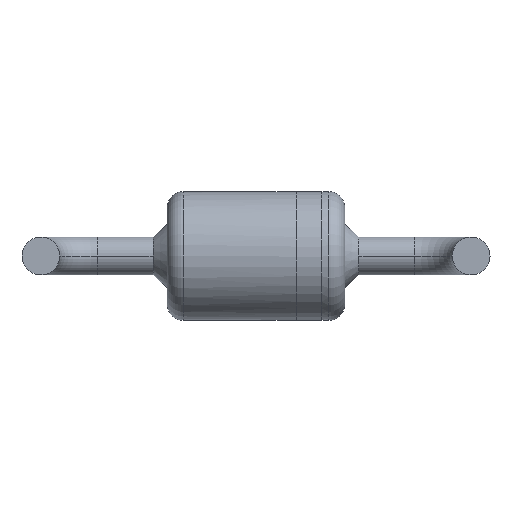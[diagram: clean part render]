
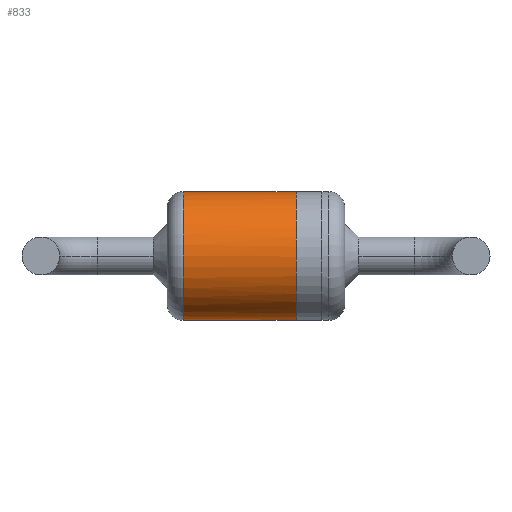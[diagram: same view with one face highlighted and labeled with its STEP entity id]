
A CAD part, front view. The second image highlights one B-rep face of the part: STEP entity #833.
In plain terms, the highlighted cylindrical face has radius 0.95 mm (diameter 1.9 mm), a partial arc.
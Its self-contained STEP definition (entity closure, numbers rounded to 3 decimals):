
#93 = CARTESIAN_POINT ( 'NONE',  ( 3.768, 1.701, 0.95 ) ) ;
#118 = EDGE_CURVE ( 'NONE', #1405, #2630, #2168, .T. ) ;
#175 = CARTESIAN_POINT ( 'NONE',  ( 2.103, 1.95, -0.95 ) ) ;
#322 = CARTESIAN_POINT ( 'NONE',  ( 1.655, 1.95, 0.95 ) ) ;
#378 = AXIS2_PLACEMENT_3D ( 'NONE', #428, #2933, #1663 ) ;
#428 = CARTESIAN_POINT ( 'NONE',  ( 1.655, 1.95, 0. ) ) ;
#494 = EDGE_CURVE ( 'NONE', #1761, #2590, #2593, .T. ) ;
#633 = CARTESIAN_POINT ( 'NONE',  ( 3.768, 1.454, 0.848 ) ) ;
#652 = CIRCLE ( 'NONE', #1037, 0.95 ) ;
#654 = CARTESIAN_POINT ( 'NONE',  ( 3.768, 1.102, 0.496 ) ) ;
#775 = EDGE_CURVE ( 'NONE', #1405, #1761, #2633, .T. ) ;
#833 = ADVANCED_FACE ( 'NONE', ( #1948 ), #3206, .T. ) ;
#837 = ORIENTED_EDGE ( 'NONE', *, *, #2466, .F. ) ;
#1000 = CARTESIAN_POINT ( 'NONE',  ( 3.768, 1.102, -0.496 ) ) ;
#1037 = AXIS2_PLACEMENT_3D ( 'NONE', #2916, #1996, #2613 ) ;
#1326 = CARTESIAN_POINT ( 'NONE',  ( 3.768, 1.454, -0.848 ) ) ;
#1405 = VERTEX_POINT ( 'NONE', #4012 ) ;
#1663 = DIRECTION ( 'NONE',  ( 0., 0., 1. ) ) ;
#1761 = VERTEX_POINT ( 'NONE', #2846 ) ;
#1888 = ORIENTED_EDGE ( 'NONE', *, *, #775, .T. ) ;
#1948 = FACE_OUTER_BOUND ( 'NONE', #2095, .T. ) ;
#1971 = ORIENTED_EDGE ( 'NONE', *, *, #494, .T. ) ;
#1996 = DIRECTION ( 'NONE',  ( -1., 0., 0. ) ) ;
#2090 = VECTOR ( 'NONE', #3463, 1000. ) ;
#2095 = EDGE_LOOP ( 'NONE', ( #3882, #1888, #1971, #837 ) ) ;
#2168 = LINE ( 'NONE', #4052, #2090 ) ;
#2260 = CARTESIAN_POINT ( 'NONE',  ( 3.767, 1., -0.249 ) ) ;
#2466 = EDGE_CURVE ( 'NONE', #2630, #2590, #652, .T. ) ;
#2535 = DIRECTION ( 'NONE',  ( -1., 0., 0. ) ) ;
#2550 = CARTESIAN_POINT ( 'NONE',  ( 3.767, 1., 0.249 ) ) ;
#2568 = CARTESIAN_POINT ( 'NONE',  ( 3.768, 1.95, -0.95 ) ) ;
#2590 = VERTEX_POINT ( 'NONE', #3968 ) ;
#2593 = LINE ( 'NONE', #322, #3140 ) ;
#2613 = DIRECTION ( 'NONE',  ( 0., 0., 1. ) ) ;
#2630 = VERTEX_POINT ( 'NONE', #175 ) ;
#2633 = B_SPLINE_CURVE_WITH_KNOTS ( 'NONE', 3,
 ( #2568, #3513, #1326, #1000, #2260, #2550, #654, #633, #93, #3164 ),
 .UNSPECIFIED., .F., .F.,
 ( 4, 2, 2, 2, 4 ),
 ( 0.5, 0.625, 0.75, 0.875, 1. ),
 .UNSPECIFIED. ) ;
#2846 = CARTESIAN_POINT ( 'NONE',  ( 3.768, 1.95, 0.95 ) ) ;
#2916 = CARTESIAN_POINT ( 'NONE',  ( 2.103, 1.95, 0. ) ) ;
#2933 = DIRECTION ( 'NONE',  ( -1., 0., 0. ) ) ;
#3140 = VECTOR ( 'NONE', #2535, 1000. ) ;
#3164 = CARTESIAN_POINT ( 'NONE',  ( 3.768, 1.95, 0.95 ) ) ;
#3206 = CYLINDRICAL_SURFACE ( 'NONE', #378, 0.95 ) ;
#3463 = DIRECTION ( 'NONE',  ( -1., 0., 0. ) ) ;
#3513 = CARTESIAN_POINT ( 'NONE',  ( 3.768, 1.701, -0.95 ) ) ;
#3882 = ORIENTED_EDGE ( 'NONE', *, *, #118, .F. ) ;
#3968 = CARTESIAN_POINT ( 'NONE',  ( 2.103, 1.95, 0.95 ) ) ;
#4012 = CARTESIAN_POINT ( 'NONE',  ( 3.768, 1.95, -0.95 ) ) ;
#4052 = CARTESIAN_POINT ( 'NONE',  ( 1.655, 1.95, -0.95 ) ) ;
